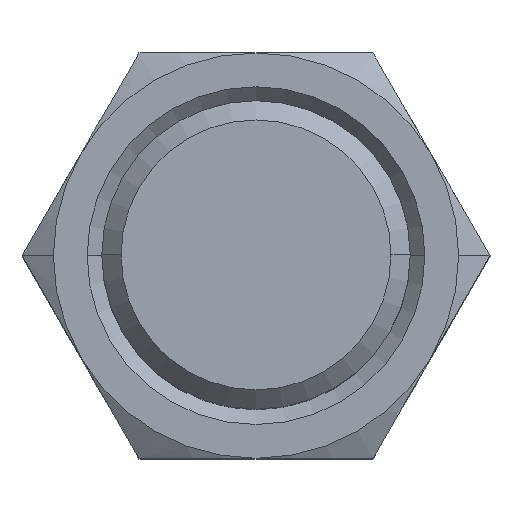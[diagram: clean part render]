
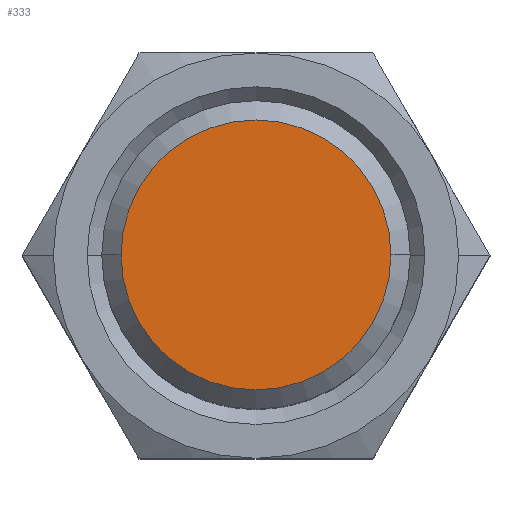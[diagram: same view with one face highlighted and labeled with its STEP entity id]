
A CAD part, top view. The second image highlights one B-rep face of the part: STEP entity #333.
In plain terms, the highlighted planar face has unit normal (0, 0, 1).
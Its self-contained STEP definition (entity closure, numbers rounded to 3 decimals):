
#147=CARTESIAN_POINT('',(0.,0.,40.));
#148=DIRECTION('',(0.,0.,1.));
#149=DIRECTION('',(1.,0.,0.));
#150=AXIS2_PLACEMENT_3D('',#147,#148,#149);
#155=CARTESIAN_POINT('',(0.,0.,40.));
#156=DIRECTION('',(0.,0.,1.));
#157=DIRECTION('',(-1.,0.,0.));
#158=AXIS2_PLACEMENT_3D('',#155,#156,#157);
#223=CARTESIAN_POINT('',(3.5,0.,40.));
#224=CARTESIAN_POINT('',(-3.5,0.,40.));
#225=VERTEX_POINT('',#223);
#226=VERTEX_POINT('',#224);
#323=CARTESIAN_POINT('',(0.,0.,40.));
#324=DIRECTION('',(0.,0.,1.));
#325=DIRECTION('',(1.,0.,0.));
#326=AXIS2_PLACEMENT_3D('',#323,#324,#325);
#327=PLANE('',#326);
#329=ORIENTED_EDGE('',*,*,#328,.F.);
#330=ORIENTED_EDGE('',*,*,#313,.F.);
#331=EDGE_LOOP('',(#329,#330));
#332=FACE_OUTER_BOUND('',#331,.F.);
#333=ADVANCED_FACE('',(#332),#327,.T.);
#151=CIRCLE('',#150,3.5);
#159=CIRCLE('',#158,3.5);
#313=EDGE_CURVE('',#226,#225,#159,.T.);
#328=EDGE_CURVE('',#225,#226,#151,.T.);
